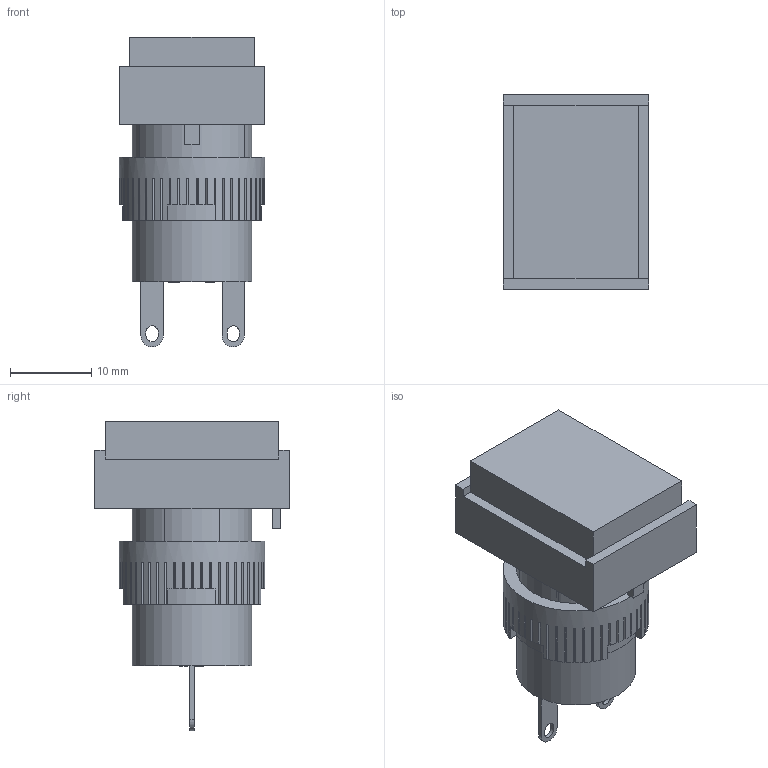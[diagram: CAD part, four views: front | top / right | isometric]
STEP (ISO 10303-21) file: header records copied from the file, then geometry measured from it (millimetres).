
FILE_DESCRIPTION(/* description */ (''),/* implementation_level */ '2;1');
FILE_NAME(/* name */ 'L16PLT100xxx.stp',/* time_stamp */ '2025-05-22T13:45:09-05:00',/* author */ ('mroman'),/* organization */ (''),/* preprocessor_version */ 'ST-DEVELOPER v18.1',/* originating_system */ 'Autodesk Inventor 2022',/* authorisation */ '');
FILE_SCHEMA (('AUTOMOTIVE_DESIGN { 1 0 10303 214 3 1 1 }'));
Length unit declared in the file: centimetre
Products named in the file (1): L16PLT100xxx
Bounding box: 18 x 24 x 38.2 mm (x, y, z)
Volume: 4967.5 mm3; surface area: 7060.3 mm2
Topology: 2 solids, 3 shells, 445 faces, 1283 edges, 850 vertices
Faces by surface type: plane 375, bspline 32, cylinder 27, torus 7, cone 3, sphere 1
Full cylindrical faces by diameter (mm): 3.5 x2, 5.7 x1, 5.8 x1, 6.7 x1, 14.7 x2, 18 x1
Entity records: 15229 total; most frequent: CARTESIAN_POINT 3574, ORIENTED_EDGE 2562, DIRECTION 2219, EDGE_CURVE 1281, LINE 987, VECTOR 987, VERTEX_POINT 850, AXIS2_PLACEMENT_3D 616
